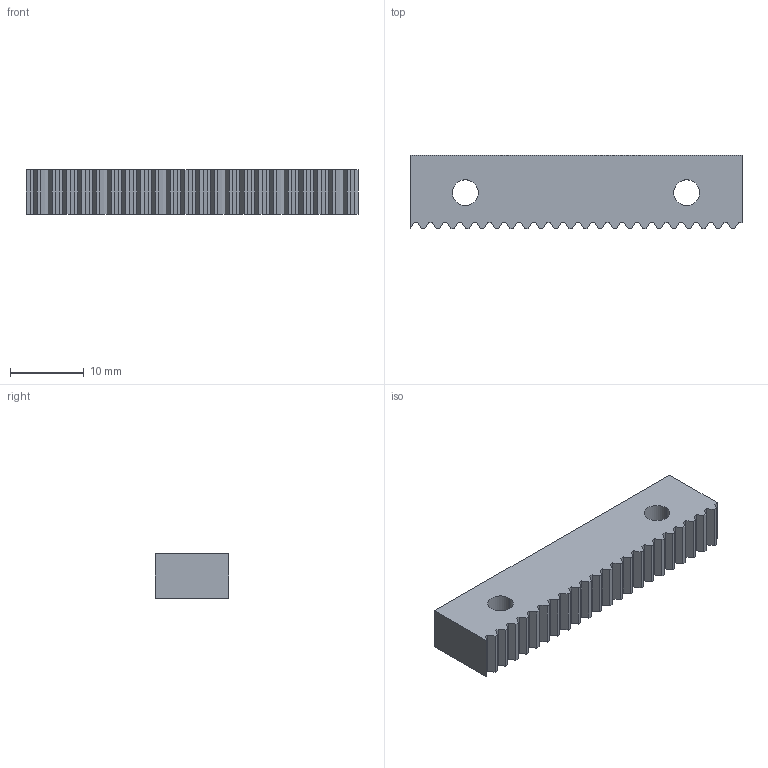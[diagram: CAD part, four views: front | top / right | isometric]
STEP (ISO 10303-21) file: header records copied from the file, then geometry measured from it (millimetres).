
FILE_DESCRIPTION (( 'STEP AP203' ), '1' );
FILE_NAME ('x_carriage_c.STEP', '2013-06-24T14:41:38', ( 'LVG' ), ( 'MouseComputer PC' ), 'SwSTEP 2.0', 'SolidWorks 2013', '' );
FILE_SCHEMA (( 'CONFIG_CONTROL_DESIGN' ));
Length unit declared in the file: millimetre
Products named in the file (1): x_carriage_c
Bounding box: 45 x 10 x 6 mm (x, y, z)
Volume: 2468.6 mm3; surface area: 1734.6 mm2
Topology: 1 solids, 1 shells, 99 faces, 291 edges, 194 vertices
Faces by surface type: plane 95, cylinder 4
Entity records: 3318 total; most frequent: CARTESIAN_POINT 585, ORIENTED_EDGE 582, DIRECTION 499, EDGE_CURVE 291, LINE 283, VECTOR 283, VERTEX_POINT 194, AXIS2_PLACEMENT_3D 108
